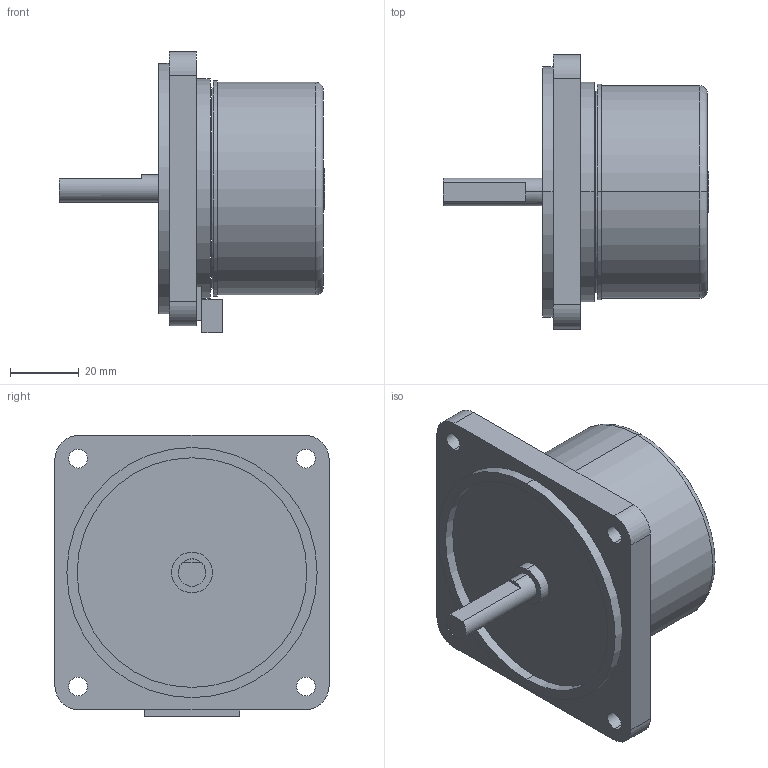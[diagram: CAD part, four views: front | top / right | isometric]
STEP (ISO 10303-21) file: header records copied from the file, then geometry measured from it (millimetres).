
FILE_DESCRIPTION(('starvars output'),'2;1');
FILE_NAME('fy8s25h-d3.stp','16:28:48 2014/09/11',( 'Thomas Industrial Network Germany GmbH'),( 'Thomas Industrial Network Germany GmbH'),'unknown preprocess','ACIS' ,'unknown authorization');
FILE_SCHEMA(('AUTOMOTIVE_DESIGN_CC2 {UNKNOWN IMPLEMENTATION LEVEL}'));
Length unit declared in the file: millimetre
Products named in the file (4): PRODUCT_ID_19; PRODUCT_ID_20; PRODUCT_ID_21; PRODUCT_ID_22
Bounding box: 77.4 x 80 x 82 mm (x, y, z)
Volume: 167927.5 mm3; surface area: 33186.5 mm2
Topology: 4 solids, 4 shells, 66 faces, 146 edges, 96 vertices
Faces by surface type: plane 32, cylinder 32, torus 2
Entity records: 2508 total; most frequent: ORIENTED_EDGE 292, CARTESIAN_POINT 262, DIRECTION 258, EDGE_CURVE 146, VERTEX_POINT 96, AXIS2_PLACEMENT_3D 92, EDGE_LOOP 82, FACE_BOUND 82
